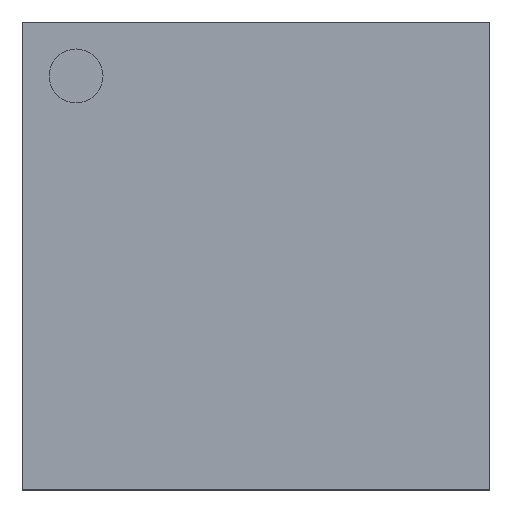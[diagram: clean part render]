
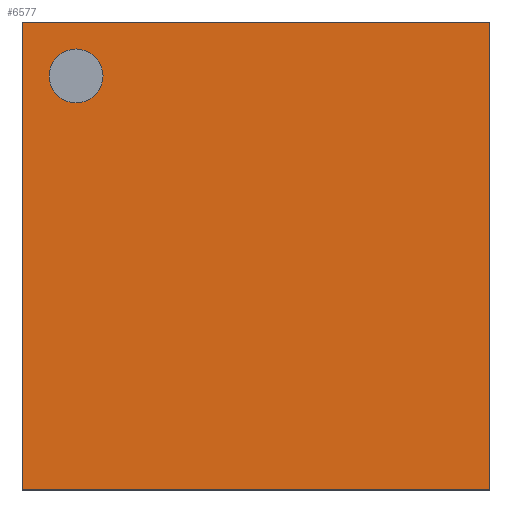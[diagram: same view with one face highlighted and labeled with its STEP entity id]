
A CAD part, top view. The second image highlights one B-rep face of the part: STEP entity #6577.
In plain terms, the highlighted planar face has unit normal (0, 0, 1).
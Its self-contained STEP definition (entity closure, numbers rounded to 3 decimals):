
#14=FACE_BOUND('',#2167,.T.);
#865=CIRCLE('',#7022,0.75);
#1729=FACE_OUTER_BOUND('',#2166,.T.);
#2166=EDGE_LOOP('',(#4837,#4838,#4839,#4840));
#2167=EDGE_LOOP('',(#4841));
#3024=LINE('',#10923,#3045);
#3031=LINE('',#10935,#3052);
#3034=LINE('',#10951,#3055);
#3038=LINE('',#10959,#3059);
#3045=VECTOR('',#8318,10.);
#3052=VECTOR('',#8329,10.);
#3055=VECTOR('',#8348,10.);
#3059=VECTOR('',#8358,10.);
#3065=VERTEX_POINT('',#10920);
#3066=VERTEX_POINT('',#10922);
#3069=VERTEX_POINT('',#10933);
#3070=VERTEX_POINT('',#10937);
#3074=VERTEX_POINT('',#10949);
#3930=EDGE_CURVE('',#3066,#3065,#3024,.T.);
#3937=EDGE_CURVE('',#3065,#3069,#3031,.T.);
#3938=EDGE_CURVE('',#3070,#3070,#865,.T.);
#3944=EDGE_CURVE('',#3069,#3074,#3034,.T.);
#3948=EDGE_CURVE('',#3074,#3066,#3038,.T.);
#4837=ORIENTED_EDGE('',*,*,#3948,.T.);
#4838=ORIENTED_EDGE('',*,*,#3930,.T.);
#4839=ORIENTED_EDGE('',*,*,#3937,.T.);
#4840=ORIENTED_EDGE('',*,*,#3944,.T.);
#4841=ORIENTED_EDGE('',*,*,#3938,.T.);
#6552=PLANE('',#7032);
#6577=ADVANCED_FACE('',(#1729,#14),#6552,.T.);
#7022=AXIS2_PLACEMENT_3D('',#10938,#8332,#8333);
#7032=AXIS2_PLACEMENT_3D('',#10960,#8359,#8360);
#8318=DIRECTION('',(0.,-1.,0.));
#8329=DIRECTION('',(1.,0.,0.));
#8332=DIRECTION('center_axis',(0.,0.,-1.));
#8333=DIRECTION('ref_axis',(-1.,0.,0.));
#8348=DIRECTION('',(0.,1.,0.));
#8358=DIRECTION('',(-1.,0.,0.));
#8359=DIRECTION('center_axis',(0.,0.,1.));
#8360=DIRECTION('ref_axis',(1.,0.,0.));
#10920=CARTESIAN_POINT('',(-6.5,-6.5,0.89));
#10922=CARTESIAN_POINT('',(-6.5,6.5,0.89));
#10923=CARTESIAN_POINT('',(-6.5,-6.5,0.89));
#10933=CARTESIAN_POINT('',(6.5,-6.5,0.89));
#10935=CARTESIAN_POINT('',(6.5,-6.5,0.89));
#10937=CARTESIAN_POINT('',(-4.25,5.,0.89));
#10938=CARTESIAN_POINT('Origin',(-5.,5.,0.89));
#10949=CARTESIAN_POINT('',(6.5,6.5,0.89));
#10951=CARTESIAN_POINT('',(6.5,6.5,0.89));
#10959=CARTESIAN_POINT('',(-6.5,6.5,0.89));
#10960=CARTESIAN_POINT('Origin',(0.,0.,0.89));
